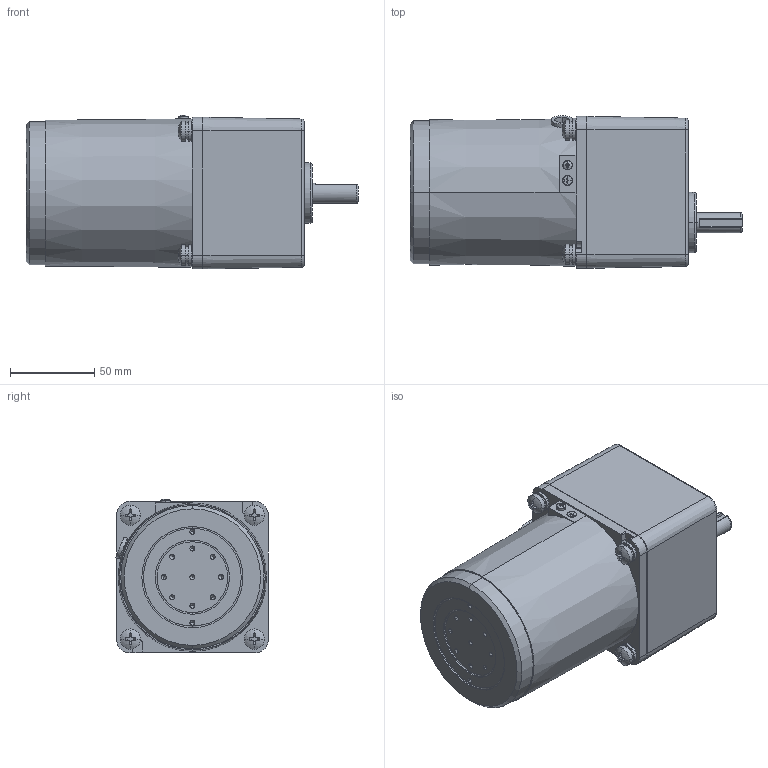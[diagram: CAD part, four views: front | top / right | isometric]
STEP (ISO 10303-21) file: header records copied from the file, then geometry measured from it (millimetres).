
FILE_DESCRIPTION (( 'STEP AP203' ), '1' );
FILE_NAME ('5IK40GN-CF(5GN3K-200K).STEP', '2022-01-13T02:21:05', ( 'Windows User' ), ( 'P R C' ), 'SwSTEP 2.0', 'SolidWorks 2019', '' );
FILE_SCHEMA (( 'CONFIG_CONTROL_DESIGN' ));
Length unit declared in the file: millimetre
Products named in the file (1): 5IK40GN-CF(5GN3K-200K)
Bounding box: 197 x 90.47 x 91.35 mm (x, y, z)
Volume: 1112676.5 mm3; surface area: 107915.3 mm2
Topology: 34 solids, 34 shells, 910 faces, 2268 edges, 1447 vertices
Faces by surface type: plane 359, cylinder 326, cone 119, sphere 62, torus 42, bspline 2
Entity records: 27740 total; most frequent: CARTESIAN_POINT 5268, DIRECTION 5117, ORIENTED_EDGE 4482, EDGE_CURVE 2241, AXIS2_PLACEMENT_3D 2085, VERTEX_POINT 1446, CIRCLE 1176, EDGE_LOOP 989
